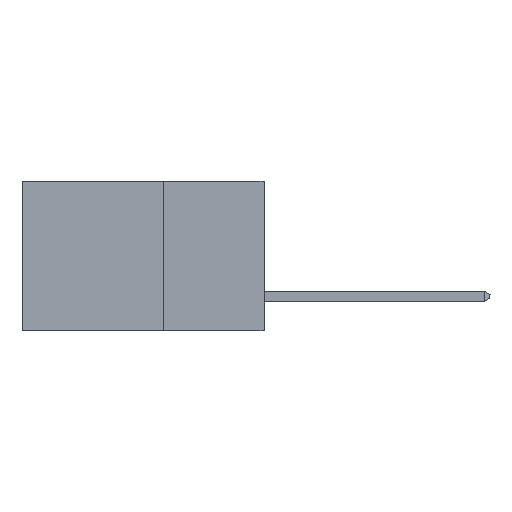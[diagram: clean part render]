
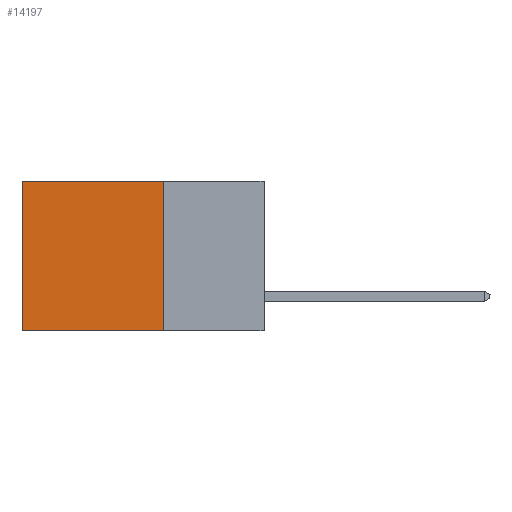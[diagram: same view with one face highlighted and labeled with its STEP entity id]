
A CAD part, left-side view. The second image highlights one B-rep face of the part: STEP entity #14197.
In plain terms, the highlighted planar face has unit normal (-1, 0, 0).
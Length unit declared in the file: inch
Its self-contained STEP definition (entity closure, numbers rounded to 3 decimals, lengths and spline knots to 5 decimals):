
#395 = ORIENTED_EDGE ( 'NONE', *, *, #16574, .F. ) ;
#714 = DIRECTION ( 'NONE',  ( 0., 0., -1. ) ) ;
#964 = LINE ( 'NONE', #5369, #5270 ) ;
#1486 = AXIS2_PLACEMENT_3D ( 'NONE', #2039, #6323, #714 ) ;
#2039 = CARTESIAN_POINT ( 'NONE',  ( 0.2615, 0.25, -0.37 ) ) ;
#2145 = VECTOR ( 'NONE', #12637, 39.37008 ) ;
#2369 = EDGE_CURVE ( 'NONE', #14007, #10414, #964, .T. ) ;
#3104 = ORIENTED_EDGE ( 'NONE', *, *, #2369, .T. ) ;
#4728 = ORIENTED_EDGE ( 'NONE', *, *, #6975, .T. ) ;
#4785 = VECTOR ( 'NONE', #9950, 39.37008 ) ;
#5270 = VECTOR ( 'NONE', #12286, 39.37008 ) ;
#5369 = CARTESIAN_POINT ( 'NONE',  ( 0.2615, 0.25, 0. ) ) ;
#5792 = CARTESIAN_POINT ( 'NONE',  ( 0.2615, 0.6, -0.37 ) ) ;
#6323 = DIRECTION ( 'NONE',  ( 1., 0., 0. ) ) ;
#6975 = EDGE_CURVE ( 'NONE', #10414, #18349, #17793, .T. ) ;
#7745 = VECTOR ( 'NONE', #17701, 39.37008 ) ;
#8512 = LINE ( 'NONE', #14033, #2145 ) ;
#9339 = CARTESIAN_POINT ( 'NONE',  ( 0.2615, 0.6, 0. ) ) ;
#9950 = DIRECTION ( 'NONE',  ( 0., 0., -1. ) ) ;
#10414 = VERTEX_POINT ( 'NONE', #9339 ) ;
#11175 = CARTESIAN_POINT ( 'NONE',  ( 0.2615, 0.25, -0.37 ) ) ;
#12286 = DIRECTION ( 'NONE',  ( 0., 1., 0. ) ) ;
#12637 = DIRECTION ( 'NONE',  ( 0., 1., 0. ) ) ;
#13017 = EDGE_CURVE ( 'NONE', #14007, #18155, #18265, .T. ) ;
#13435 = PLANE ( 'NONE',  #1486 ) ;
#13532 = FACE_OUTER_BOUND ( 'NONE', #15596, .T. ) ;
#14007 = VERTEX_POINT ( 'NONE', #18402 ) ;
#14033 = CARTESIAN_POINT ( 'NONE',  ( 0.2615, 0.25, -0.37 ) ) ;
#14197 = ADVANCED_FACE ( 'NONE', ( #13532 ), #13435, .F. ) ;
#15048 = CARTESIAN_POINT ( 'NONE',  ( 0.2615, 0.25, -0.37 ) ) ;
#15596 = EDGE_LOOP ( 'NONE', ( #4728, #395, #16092, #3104 ) ) ;
#16092 = ORIENTED_EDGE ( 'NONE', *, *, #13017, .F. ) ;
#16200 = CARTESIAN_POINT ( 'NONE',  ( 0.2615, 0.6, -0.37 ) ) ;
#16574 = EDGE_CURVE ( 'NONE', #18155, #18349, #8512, .T. ) ;
#17701 = DIRECTION ( 'NONE',  ( 0., 0., -1. ) ) ;
#17793 = LINE ( 'NONE', #16200, #7745 ) ;
#18155 = VERTEX_POINT ( 'NONE', #15048 ) ;
#18265 = LINE ( 'NONE', #11175, #4785 ) ;
#18349 = VERTEX_POINT ( 'NONE', #5792 ) ;
#18402 = CARTESIAN_POINT ( 'NONE',  ( 0.2615, 0.25, 0. ) ) ;
